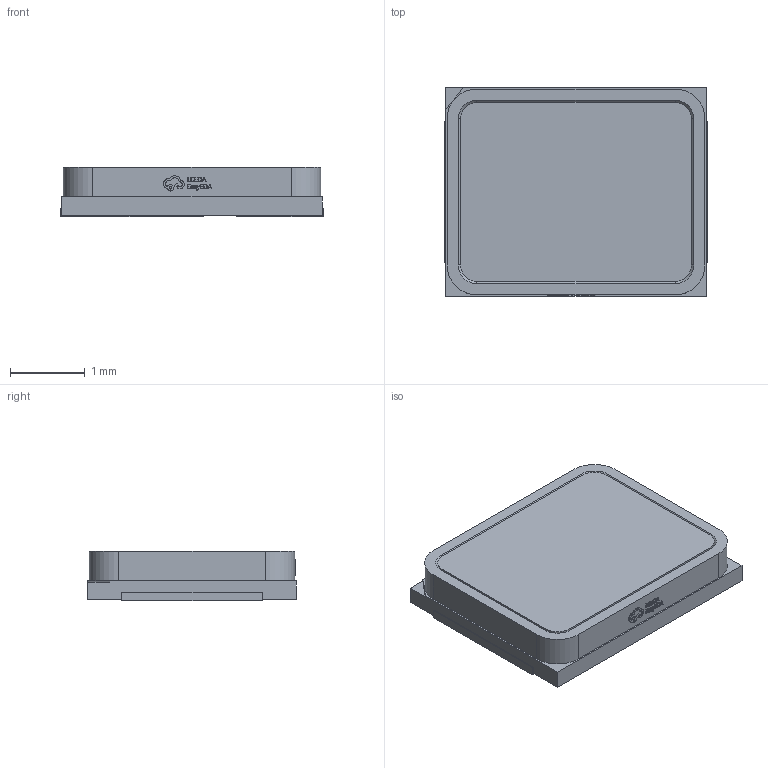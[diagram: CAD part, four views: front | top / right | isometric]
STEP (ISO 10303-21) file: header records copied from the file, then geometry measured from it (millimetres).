
FILE_DESCRIPTION (( 'STEP AP214' ), '1' );
FILE_NAME ('LED-SMD_L3.5-W2.8-RD_1.25T-2PWT.step', '2022-07-08T12:52:44', ( '' ), ( '' ), 'SwSTEP 2.0', 'SolidWorks 2020', '' );
FILE_SCHEMA (( 'AUTOMOTIVE_DESIGN' ));
Length unit declared in the file: millimetre
Products named in the file (1): LED-SMD_L3.5-W2.8-RD_1.25T-2PWT
Bounding box: 3.52 x 2.8 x 0.67 mm (x, y, z)
Volume: 6.3 mm3; surface area: 28.3 mm2
Topology: 1 solids, 1 shells, 330 faces, 892 edges, 592 vertices
Faces by surface type: plane 204, bspline 114, cylinder 8, cone 4
Entity records: 14646 total; most frequent: CARTESIAN_POINT 4177, ORIENTED_EDGE 1784, DIRECTION 1114, EDGE_CURVE 892, VECTOR 640, LINE 640, VERTEX_POINT 592, EDGE_LOOP 358
